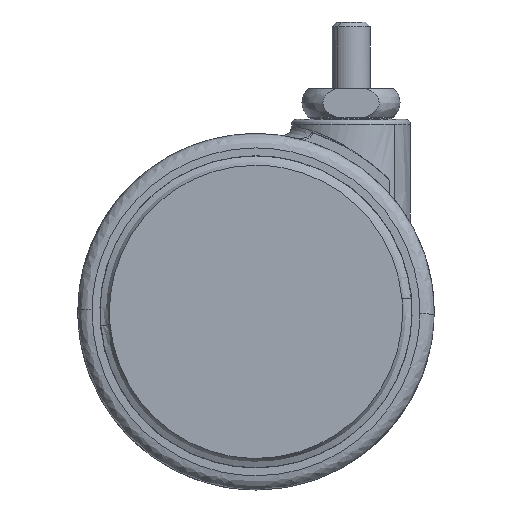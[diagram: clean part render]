
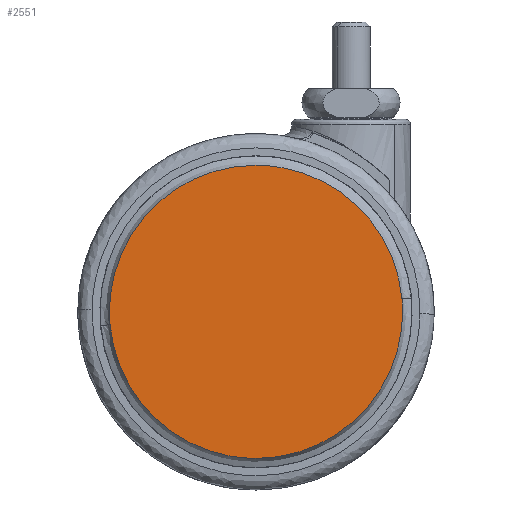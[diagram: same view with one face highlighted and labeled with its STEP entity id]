
A CAD part, front view. The second image highlights one B-rep face of the part: STEP entity #2551.
In plain terms, the highlighted free-form (B-spline) face has degree [1, 1] with [2, 2] control points.
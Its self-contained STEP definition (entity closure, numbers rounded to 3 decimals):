
#2464=CARTESIAN_POINT('',(-53.918,-23.8,-6.573));
#2465=CARTESIAN_POINT('',(-53.918,-23.8,-74.427));
#2466=CARTESIAN_POINT('',(13.918,-23.8,-6.573));
#2467=CARTESIAN_POINT('',(13.918,-23.8,-74.427));
#2468=B_SPLINE_SURFACE_WITH_KNOTS('',1,1,((#2464,#2466),(#2465,#2467)),.UNSPECIFIED.,.F.,.F.,.U.,(2,2),(2,2),(0.0,67.853),(0.0,67.836),.UNSPECIFIED.);
#2469=CARTESIAN_POINT('',(-20.,-23.8,-71.345));
#2470=VERTEX_POINT('',#2469);
#2471=CARTESIAN_POINT('',(10.726,-23.8,-37.79));
#2472=VERTEX_POINT('',#2471);
#2473=CARTESIAN_POINT('',(-20.,-23.8,-71.345));
#2474=CARTESIAN_POINT('',(-18.801,-23.8,-71.345));
#2475=CARTESIAN_POINT('',(-16.069,-23.8,-71.186));
#2476=CARTESIAN_POINT('',(-12.331,-23.8,-70.462));
#2477=CARTESIAN_POINT('',(-8.211,-23.8,-69.109));
#2478=CARTESIAN_POINT('',(-4.726,-23.8,-67.409));
#2479=CARTESIAN_POINT('',(-1.676,-23.8,-65.369));
#2480=CARTESIAN_POINT('',(0.909,-23.8,-63.263));
#2481=CARTESIAN_POINT('',(3.203,-23.8,-60.931));
#2482=CARTESIAN_POINT('',(5.535,-23.8,-57.928));
#2483=CARTESIAN_POINT('',(7.746,-23.8,-54.271));
#2484=CARTESIAN_POINT('',(9.43,-23.8,-50.117));
#2485=CARTESIAN_POINT('',(10.475,-23.8,-45.77));
#2486=CARTESIAN_POINT('',(10.906,-23.8,-41.854));
#2487=CARTESIAN_POINT('',(10.843,-23.8,-39.117));
#2488=CARTESIAN_POINT('',(10.726,-23.8,-37.79));
#2489=B_SPLINE_CURVE_WITH_KNOTS('',3,(#2473,#2474,#2475,#2476,#2477,#2478,#2479,#2480,#2481,#2482,#2483,#2484,#2485,#2486,#2487,#2488),.UNSPECIFIED.,.F.,.U.,(4,1,1,1,1,1,1,1,1,1,1,1,1,4),(0.,3.597,8.194,11.392,16.589,19.786,22.385,26.582,29.58,33.777,39.373,42.97,47.168,51.165),.UNSPECIFIED.);
#2490=EDGE_CURVE('',#2470,#2472,#2489,.T.);
#2491=ORIENTED_EDGE('',*,*,#2490,.T.);
#2492=CARTESIAN_POINT('',(-20.,-23.8,-9.655));
#2493=VERTEX_POINT('',#2492);
#2494=CARTESIAN_POINT('',(10.726,-23.8,-37.79));
#2495=CARTESIAN_POINT('',(10.564,-23.8,-35.951));
#2496=CARTESIAN_POINT('',(9.898,-23.8,-32.243));
#2497=CARTESIAN_POINT('',(8.232,-23.8,-27.822));
#2498=CARTESIAN_POINT('',(6.234,-23.8,-24.158));
#2499=CARTESIAN_POINT('',(4.424,-23.8,-21.564));
#2500=CARTESIAN_POINT('',(2.075,-23.8,-18.867));
#2501=CARTESIAN_POINT('',(-0.91,-23.8,-16.117));
#2502=CARTESIAN_POINT('',(-4.534,-23.8,-13.686));
#2503=CARTESIAN_POINT('',(-8.355,-23.8,-11.859));
#2504=CARTESIAN_POINT('',(-11.35,-23.8,-10.843));
#2505=CARTESIAN_POINT('',(-15.236,-23.8,-9.926));
#2506=CARTESIAN_POINT('',(-17.975,-23.8,-9.655));
#2507=CARTESIAN_POINT('',(-20.,-23.8,-9.655));
#2508=B_SPLINE_CURVE_WITH_KNOTS('',3,(#2494,#2495,#2496,#2497,#2498,#2499,#2500,#2501,#2502,#2503,#2504,#2505,#2506,#2507),.UNSPECIFIED.,.F.,.U.,(4,1,1,1,1,1,1,1,1,1,1,4),(0.,5.539,11.256,14.115,18.045,20.725,24.834,30.194,33.768,37.52,39.664,45.738),.UNSPECIFIED.);
#2509=EDGE_CURVE('',#2472,#2493,#2508,.T.);
#2510=ORIENTED_EDGE('',*,*,#2509,.T.);
#2511=CARTESIAN_POINT('',(-50.726,-23.8,-43.21));
#2512=VERTEX_POINT('',#2511);
#2513=CARTESIAN_POINT('',(-20.,-23.8,-9.655));
#2514=CARTESIAN_POINT('',(-21.399,-23.8,-9.655));
#2515=CARTESIAN_POINT('',(-24.064,-23.8,-9.837));
#2516=CARTESIAN_POINT('',(-27.598,-23.8,-10.544));
#2517=CARTESIAN_POINT('',(-30.843,-23.8,-11.564));
#2518=CARTESIAN_POINT('',(-34.457,-23.8,-13.127));
#2519=CARTESIAN_POINT('',(-38.21,-23.8,-15.449));
#2520=CARTESIAN_POINT('',(-42.06,-23.8,-18.755));
#2521=CARTESIAN_POINT('',(-45.,-23.8,-22.227));
#2522=CARTESIAN_POINT('',(-47.164,-23.8,-25.754));
#2523=CARTESIAN_POINT('',(-48.783,-23.8,-29.194));
#2524=CARTESIAN_POINT('',(-49.929,-23.8,-32.685));
#2525=CARTESIAN_POINT('',(-50.849,-23.8,-37.536));
#2526=CARTESIAN_POINT('',(-50.925,-23.8,-40.953));
#2527=CARTESIAN_POINT('',(-50.726,-23.8,-43.21));
#2528=B_SPLINE_CURVE_WITH_KNOTS('',3,(#2513,#2514,#2515,#2516,#2517,#2518,#2519,#2520,#2521,#2522,#2523,#2524,#2525,#2526,#2527),.UNSPECIFIED.,.F.,.U.,(4,1,1,1,1,1,1,1,1,1,1,1,4),(0.,4.197,7.994,10.793,14.39,19.786,23.984,29.58,33.377,36.375,40.972,44.369,51.165),.UNSPECIFIED.);
#2529=EDGE_CURVE('',#2493,#2512,#2528,.T.);
#2530=ORIENTED_EDGE('',*,*,#2529,.T.);
#2531=CARTESIAN_POINT('',(-50.726,-23.8,-43.21));
#2532=CARTESIAN_POINT('',(-50.585,-23.8,-44.812));
#2533=CARTESIAN_POINT('',(-50.16,-23.8,-47.345));
#2534=CARTESIAN_POINT('',(-49.151,-23.8,-50.715));
#2535=CARTESIAN_POINT('',(-47.992,-23.8,-53.59));
#2536=CARTESIAN_POINT('',(-46.315,-23.8,-56.752));
#2537=CARTESIAN_POINT('',(-44.145,-23.8,-59.824));
#2538=CARTESIAN_POINT('',(-41.733,-23.8,-62.467));
#2539=CARTESIAN_POINT('',(-39.015,-23.8,-64.885));
#2540=CARTESIAN_POINT('',(-35.725,-23.8,-67.161));
#2541=CARTESIAN_POINT('',(-31.82,-23.8,-69.098));
#2542=CARTESIAN_POINT('',(-28.026,-23.8,-70.362));
#2543=CARTESIAN_POINT('',(-24.109,-23.8,-71.155));
#2544=CARTESIAN_POINT('',(-21.489,-23.8,-71.345));
#2545=CARTESIAN_POINT('',(-20.,-23.8,-71.345));
#2546=B_SPLINE_CURVE_WITH_KNOTS('',3,(#2531,#2532,#2533,#2534,#2535,#2536,#2537,#2538,#2539,#2540,#2541,#2542,#2543,#2544,#2545),.UNSPECIFIED.,.F.,.U.,(4,1,1,1,1,1,1,1,1,1,1,1,4),(0.,4.824,7.683,10.541,14.115,18.402,21.797,24.834,29.301,33.768,37.877,41.272,45.738),.UNSPECIFIED.);
#2547=EDGE_CURVE('',#2512,#2470,#2546,.T.);
#2548=ORIENTED_EDGE('',*,*,#2547,.T.);
#2549=EDGE_LOOP('',(#2491,#2510,#2530,#2548));
#2550=FACE_OUTER_BOUND('',#2549,.T.);
#2551=ADVANCED_FACE('',(#2550),#2468,.T.);
